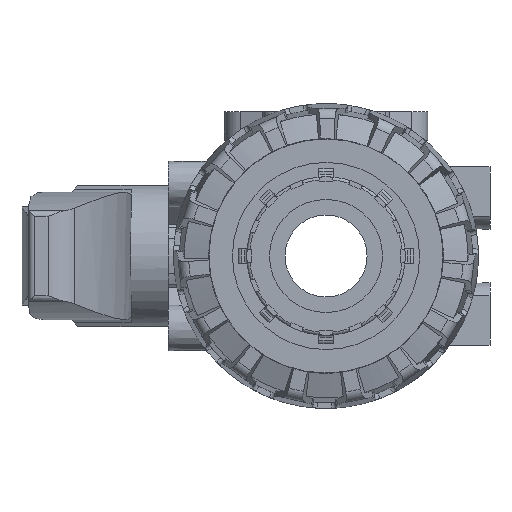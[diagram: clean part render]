
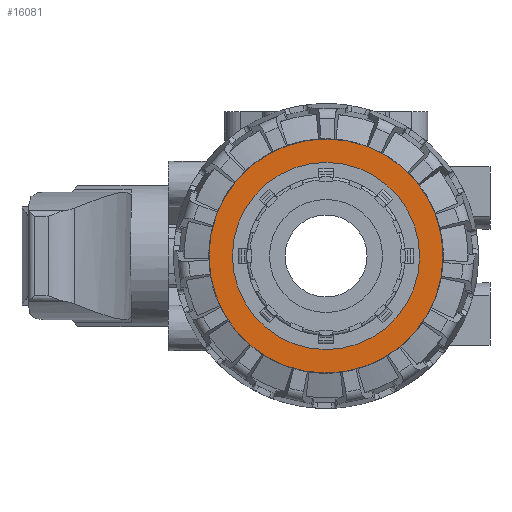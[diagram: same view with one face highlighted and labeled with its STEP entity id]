
A CAD part, left-side view. The second image highlights one B-rep face of the part: STEP entity #16081.
In plain terms, the highlighted face is planar.
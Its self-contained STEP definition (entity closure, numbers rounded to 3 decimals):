
#908=FACE_BOUND('',#3662,.T.);
#1690=CIRCLE('',#17213,16.55);
#1761=CIRCLE('',#17445,20.7);
#2710=FACE_OUTER_BOUND('',#3661,.T.);
#3661=EDGE_LOOP('',(#13895));
#3662=EDGE_LOOP('',(#13896));
#6811=VERTEX_POINT('',#27258);
#7097=VERTEX_POINT('',#29192);
#8890=EDGE_CURVE('',#6811,#6811,#1690,.T.);
#9269=EDGE_CURVE('',#7097,#7097,#1761,.T.);
#13895=ORIENTED_EDGE('',*,*,#9269,.T.);
#13896=ORIENTED_EDGE('',*,*,#8890,.T.);
#15269=PLANE('',#17644);
#16081=ADVANCED_FACE('',(#2710,#908),#15269,.T.);
#17213=AXIS2_PLACEMENT_3D('',#27259,#20508,#20509);
#17445=AXIS2_PLACEMENT_3D('',#29193,#21072,#21073);
#17644=AXIS2_PLACEMENT_3D('',#29944,#21550,#21551);
#20508=DIRECTION('center_axis',(0.,-1.,0.));
#20509=DIRECTION('ref_axis',(-1.,0.,0.));
#21072=DIRECTION('center_axis',(0.,1.,0.));
#21073=DIRECTION('ref_axis',(-1.,0.,0.));
#21550=DIRECTION('center_axis',(0.,1.,0.));
#21551=DIRECTION('ref_axis',(0.,0.,1.));
#27258=CARTESIAN_POINT('',(-16.55,21.2,0.));
#27259=CARTESIAN_POINT('Origin',(0.,21.2,0.));
#29192=CARTESIAN_POINT('',(-20.7,21.2,0.));
#29193=CARTESIAN_POINT('Origin',(0.,21.2,0.));
#29944=CARTESIAN_POINT('Origin',(-10.35,21.2,0.));
